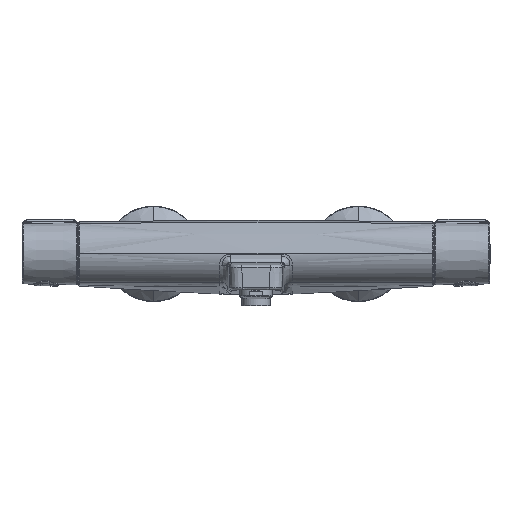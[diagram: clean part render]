
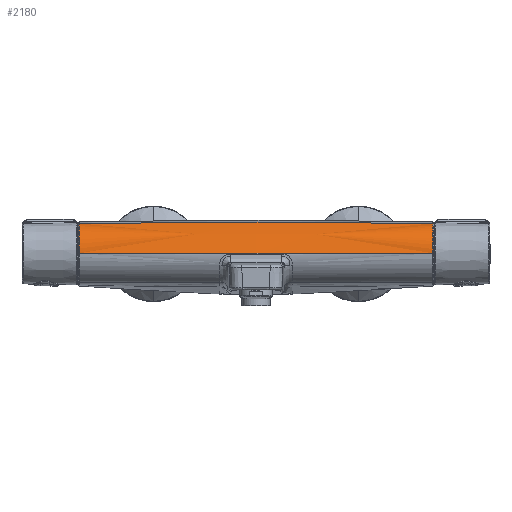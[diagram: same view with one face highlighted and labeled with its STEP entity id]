
A CAD part, top view. The second image highlights one B-rep face of the part: STEP entity #2180.
In plain terms, the highlighted free-form (B-spline) face has degree [2, 3] with [7, 4] control points.
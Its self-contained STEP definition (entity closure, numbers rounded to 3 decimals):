
#83 = CARTESIAN_POINT ( 'NONE',  ( -54.441, 0.257, 81.869 ) ) ;
#2180 = ADVANCED_FACE ( 'NONE', ( #14865 ), #52771, .F. ) ;
#2631 = CARTESIAN_POINT ( 'NONE',  ( -55.2, 0.257, 81.849 ) ) ;
#3236 = EDGE_LOOP ( 'NONE', ( #14345, #34712, #8553, #44232 ) ) ;
#3274 = CARTESIAN_POINT ( 'NONE',  ( 205.597, 10.774, 81.843 ) ) ;
#4575 = VERTEX_POINT ( 'NONE', #48516 ) ;
#5443 = CARTESIAN_POINT ( 'NONE',  ( 118.149, 23.074, 65.702 ) ) ;
#6890 = CARTESIAN_POINT ( 'NONE',  ( -55.2, 22.11, 65.423 ) ) ;
#7089 = CARTESIAN_POINT ( 'NONE',  ( -55.994, 22.098, 65.42 ) ) ;
#7728 = CARTESIAN_POINT ( 'NONE',  ( 205.2, 22.11, 65.423 ) ) ;
#7931 = CARTESIAN_POINT ( 'NONE',  ( 75., 0.257, 83.855 ) ) ;
#8517 = CARTESIAN_POINT ( 'NONE',  ( 75., 0.257, 83.843 ) ) ;
#8553 = ORIENTED_EDGE ( 'NONE', *, *, #34569, .F. ) ;
#9205 = CARTESIAN_POINT ( 'NONE',  ( -54.441, 0.257, 81.865 ) ) ;
#9644 = EDGE_CURVE ( 'NONE', #49124, #4575, #13015, .T. ) ;
#11582 = CARTESIAN_POINT ( 'NONE',  ( -55.597, 22.104, 65.422 ) ) ;
#11779 = CARTESIAN_POINT ( 'NONE',  ( -55.2, 19.186, 75.528 ) ) ;
#12193 = CARTESIAN_POINT ( 'NONE',  ( 205.994, 0.257, 81.836 ) ) ;
#12368 = VERTEX_POINT ( 'NONE', #44807 ) ;
#13015 =( BOUNDED_CURVE ( )  B_SPLINE_CURVE ( 3, ( #53396, #83, #34026, #43807, #48691, #53589 ),
 .UNSPECIFIED., .F., .F. ) 
 B_SPLINE_CURVE_WITH_KNOTS ( ( 4, 1, 1, 4 ),
 ( 0.494, 0.494, 0.769, 1. ),
 .UNSPECIFIED. ) 
 CURVE ( )  GEOMETRIC_REPRESENTATION_ITEM ( )  RATIONAL_B_SPLINE_CURVE ( ( 1., 1., 1., 1., 1., 1. ) ) 
 REPRESENTATION_ITEM ( '' )  );
#13045 = CARTESIAN_POINT ( 'NONE',  ( 205.2, 10.777, 81.849 ) ) ;
#13447 = VERTEX_POINT ( 'NONE', #35452 ) ;
#13922 = CARTESIAN_POINT ( 'NONE',  ( 161.297, 22.755, 65.61 ) ) ;
#14345 = ORIENTED_EDGE ( 'NONE', *, *, #9644, .F. ) ;
#14865 = FACE_OUTER_BOUND ( 'NONE', #3236, .T. ) ;
#16003 = CARTESIAN_POINT ( 'NONE',  ( -55.994, 10.771, 81.836 ) ) ;
#16632 = CARTESIAN_POINT ( 'NONE',  ( -55.2, 10.777, 81.849 ) ) ;
#17634 = B_SPLINE_CURVE_WITH_KNOTS ( 'NONE', 3,
 ( #53834, #52358, #23234, #5443, #13922, #33216 ),
 .UNSPECIFIED., .F., .F.,
 ( 4, 2, 4 ),
 ( 0., 0.5, 1. ),
 .UNSPECIFIED. ) ;
#18481 = CARTESIAN_POINT ( 'NONE',  ( 204.441, 22.122, 65.427 ) ) ;
#18684 = CARTESIAN_POINT ( 'NONE',  ( 204.441, 15.893, 75.835 ) ) ;
#21290 = CARTESIAN_POINT ( 'NONE',  ( -55.597, 10.774, 81.843 ) ) ;
#22555 = CARTESIAN_POINT ( 'NONE',  ( 75., 11.704, 83.855 ) ) ;
#22767 = CARTESIAN_POINT ( 'NONE',  ( 205.597, 19.181, 75.524 ) ) ;
#23139 = CARTESIAN_POINT ( 'NONE',  ( 204.441, 5.141, 81.869 ) ) ;
#23234 = CARTESIAN_POINT ( 'NONE',  ( 31.851, 23.074, 65.702 ) ) ;
#23989 = CARTESIAN_POINT ( 'NONE',  ( 204.441, 10.024, 80.226 ) ) ;
#26606 = CARTESIAN_POINT ( 'NONE',  ( 75., 20.855, 76.977 ) ) ;
#26817 = CARTESIAN_POINT ( 'NONE',  ( 205.597, 22.104, 65.422 ) ) ;
#30845 = CARTESIAN_POINT ( 'NONE',  ( -55.994, 19.175, 75.519 ) ) ;
#31481 = CARTESIAN_POINT ( 'NONE',  ( 205.597, 0.257, 81.843 ) ) ;
#31683 = CARTESIAN_POINT ( 'NONE',  ( 205.994, 22.098, 65.42 ) ) ;
#32116 = CARTESIAN_POINT ( 'NONE',  ( 205.994, 10.771, 81.836 ) ) ;
#33216 = CARTESIAN_POINT ( 'NONE',  ( 204.441, 22.122, 65.427 ) ) ;
#34026 = CARTESIAN_POINT ( 'NONE',  ( -54.441, 5.562, 81.869 ) ) ;
#34569 = EDGE_CURVE ( 'NONE', #12368, #13447, #45301, .T. ) ;
#34712 = ORIENTED_EDGE ( 'NONE', *, *, #37562, .T. ) ;
#35452 = CARTESIAN_POINT ( 'NONE',  ( 204.441, 0.257, 81.865 ) ) ;
#35735 = CARTESIAN_POINT ( 'NONE',  ( -55.994, 0.257, 81.836 ) ) ;
#36967 = CARTESIAN_POINT ( 'NONE',  ( 75., 24.037, 65.981 ) ) ;
#37562 = EDGE_CURVE ( 'NONE', #49124, #13447, #47606, .T. ) ;
#38188 = CARTESIAN_POINT ( 'NONE',  ( 204.441, 21.442, 67.774 ) ) ;
#39640 = EDGE_CURVE ( 'NONE', #4575, #12368, #17634, .T. ) ;
#43807 = CARTESIAN_POINT ( 'NONE',  ( -54.441, 15.327, 78.3 ) ) ;
#44232 = ORIENTED_EDGE ( 'NONE', *, *, #39640, .F. ) ;
#44807 = CARTESIAN_POINT ( 'NONE',  ( 204.441, 22.122, 65.427 ) ) ;
#45301 = B_SPLINE_CURVE_WITH_KNOTS ( 'NONE', 3,
 ( #18481, #38188, #47988, #52248, #18684, #23989, #23139, #57183 ),
 .UNSPECIFIED., .F., .F.,
 ( 4, 2, 2, 4 ),
 ( 0., 0.126, 0.253, 0.506 ),
 .UNSPECIFIED. ) ;
#45506 = CARTESIAN_POINT ( 'NONE',  ( -55.597, 19.181, 75.524 ) ) ;
#46974 = CARTESIAN_POINT ( 'NONE',  ( 205.994, 19.175, 75.519 ) ) ;
#47606 =( BOUNDED_CURVE ( )  B_SPLINE_CURVE ( 2, ( #52465, #8517, #52245 ),
 .UNSPECIFIED., .F., .F. ) 
 B_SPLINE_CURVE_WITH_KNOTS ( ( 3, 3 ),
 ( 0.024, 0.976 ),
 .UNSPECIFIED. ) 
 CURVE ( )  GEOMETRIC_REPRESENTATION_ITEM ( )  RATIONAL_B_SPLINE_CURVE ( ( 1., 1., 1. ) ) 
 REPRESENTATION_ITEM ( '' )  );
#47988 = CARTESIAN_POINT ( 'NONE',  ( 204.441, 20.375, 70.011 ) ) ;
#48516 = CARTESIAN_POINT ( 'NONE',  ( -54.441, 22.122, 65.427 ) ) ;
#48691 = CARTESIAN_POINT ( 'NONE',  ( -54.441, 20.879, 69.716 ) ) ;
#49124 = VERTEX_POINT ( 'NONE', #9205 ) ;
#51053 = CARTESIAN_POINT ( 'NONE',  ( 205.2, 0.257, 81.849 ) ) ;
#52245 = CARTESIAN_POINT ( 'NONE',  ( 204.441, 0.257, 81.865 ) ) ;
#52248 = CARTESIAN_POINT ( 'NONE',  ( 204.441, 17.601, 74.042 ) ) ;
#52358 = CARTESIAN_POINT ( 'NONE',  ( -11.298, 22.755, 65.61 ) ) ;
#52465 = CARTESIAN_POINT ( 'NONE',  ( -54.441, 0.257, 81.865 ) ) ;
#52771 =( BOUNDED_SURFACE ( )  B_SPLINE_SURFACE ( 2, 3, ( 
 ( #7089, #30845, #16003, #35735 ),
 ( #11582, #45506, #21290, #55296 ),
 ( #6890, #11779, #16632, #2631 ),
 ( #36967, #26606, #22555, #7931 ),
 ( #7728, #60846, #13045, #51053 ),
 ( #26817, #22767, #3274, #31481 ),
 ( #31683, #46974, #32116, #12193 ) ),
 .UNSPECIFIED., .F., .F., .F. ) 
 B_SPLINE_SURFACE_WITH_KNOTS ( ( 3, 2, 2, 3 ),
 ( 4, 4 ),
 ( 0.018, 0.021, 0.979, 0.982 ),
 ( 0., 1. ),
 .UNSPECIFIED. ) 
 GEOMETRIC_REPRESENTATION_ITEM ( )  RATIONAL_B_SPLINE_SURFACE ( (
 ( 1., 0.866, 0.866, 1.),
 ( 1., 0.866, 0.866, 1.),
 ( 1., 0.866, 0.866, 1.),
 ( 1., 0.866, 0.866, 1.),
 ( 1., 0.866, 0.866, 1.),
 ( 1., 0.866, 0.866, 1.),
 ( 1., 0.866, 0.866, 1.) ) ) 
 REPRESENTATION_ITEM ( '' )  SURFACE ( )  );
#53396 = CARTESIAN_POINT ( 'NONE',  ( -54.441, 0.257, 81.865 ) ) ;
#53589 = CARTESIAN_POINT ( 'NONE',  ( -54.441, 22.122, 65.427 ) ) ;
#53834 = CARTESIAN_POINT ( 'NONE',  ( -54.441, 22.122, 65.427 ) ) ;
#55296 = CARTESIAN_POINT ( 'NONE',  ( -55.597, 0.257, 81.843 ) ) ;
#57183 = CARTESIAN_POINT ( 'NONE',  ( 204.441, 0.257, 81.865 ) ) ;
#60846 = CARTESIAN_POINT ( 'NONE',  ( 205.2, 19.186, 75.528 ) ) ;
